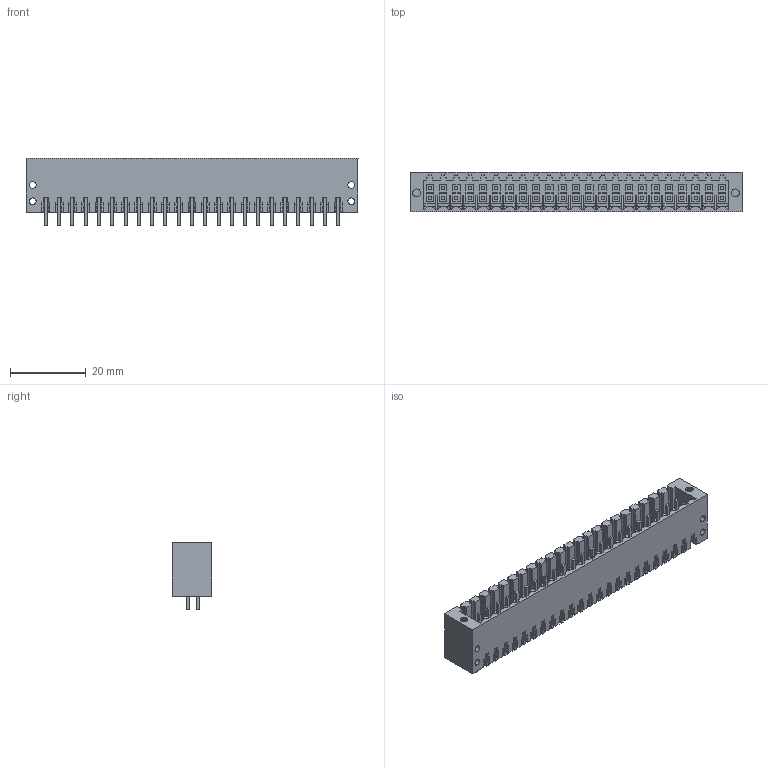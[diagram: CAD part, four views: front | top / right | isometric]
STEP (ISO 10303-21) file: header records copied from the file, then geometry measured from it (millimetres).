
FILE_DESCRIPTION(('CATIA V5 STEP Exchange','CAx-IF Rec.Pracs.--- Model Styling and Organization---1.4--- 2014-01-23'),'2;1');
FILE_NAME ('D1487496_0_2559360000_2559360000.stp','2021-05-26T13:21:39+00:00',('none'),('Weidmueller'),'CATIA Version 5-6 Release 2016 SP3 HF44','CATIA V5 STEP AP214','none');
FILE_SCHEMA(('AUTOMOTIVE_DESIGN { 1 0 10303 214 1 1 1 1 }'));
Products named in the file (1): 2559360000
Bounding box: 87.5 x 10.5 x 17.7 mm (x, y, z)
Volume: 5881.7 mm3; surface area: 14064.8 mm2
Topology: 47 solids, 47 shells, 2120 faces, 5843 edges, 3893 vertices
Faces by surface type: plane 2058, cylinder 62
Entity records: 63535 total; most frequent: ORIENTED_EDGE 11686, CARTESIAN_POINT 10956, DIRECTION 8281, EDGE_CURVE 5843, VECTOR 5692, LINE 5692, VERTEX_POINT 3893, EDGE_LOOP 2304
